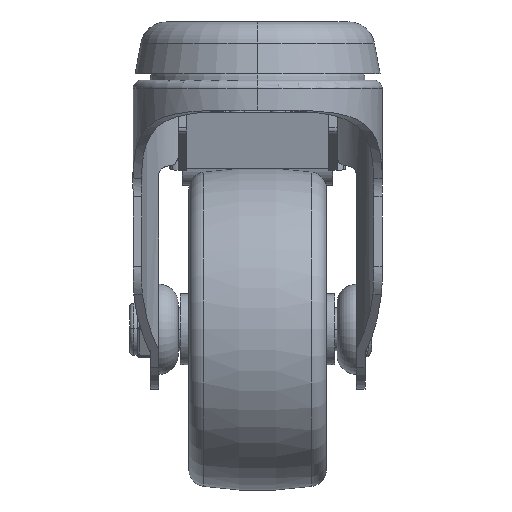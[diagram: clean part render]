
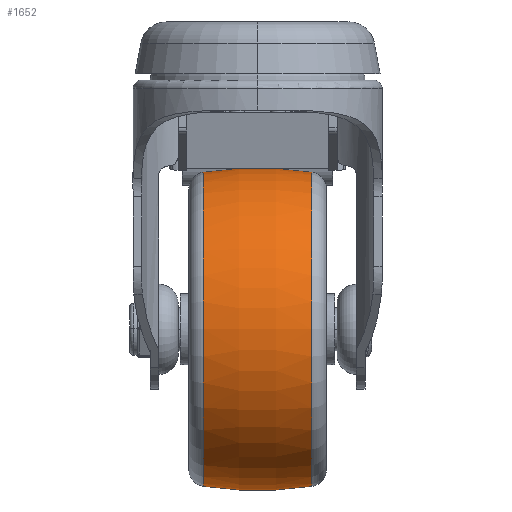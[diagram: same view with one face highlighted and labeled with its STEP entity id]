
A CAD part, left-side view. The second image highlights one B-rep face of the part: STEP entity #1652.
In plain terms, the highlighted toroidal (fillet/blend) face has major radius 46.083 mm and minor radius 83.583 mm.
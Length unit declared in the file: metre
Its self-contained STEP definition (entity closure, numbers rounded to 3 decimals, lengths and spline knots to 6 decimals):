
#1652=ADVANCED_FACE('',(#2737),#2738,.T.);
#2737=FACE_OUTER_BOUND('',#6729,.T.);
#2738=TOROIDAL_SURFACE('',#6730,-0.046083,0.083583);
#6729=EDGE_LOOP('',(#14125,#14126,#14127,#14128));
#6730=AXIS2_PLACEMENT_3D('',#14129,#14130,#14131);
#14125=ORIENTED_EDGE('',*,*,#17059,.F.);
#14126=ORIENTED_EDGE('',*,*,#17060,.F.);
#14127=ORIENTED_EDGE('',*,*,#17061,.F.);
#14128=ORIENTED_EDGE('',*,*,#17062,.F.);
#14129=CARTESIAN_POINT('',(0.0,0.,0.0));
#14130=DIRECTION('',(0.0,-1.0,0.));
#14131=DIRECTION('',(0.0,0.,-1.0));
#17059=EDGE_CURVE('',#19232,#19233,#19234,.T.);
#17060=EDGE_CURVE('',#19235,#19232,#19236,.T.);
#17061=EDGE_CURVE('',#19237,#19235,#19238,.T.);
#17062=EDGE_CURVE('',#19233,#19237,#19239,.T.);
#19232=VERTEX_POINT('',#23190);
#19233=VERTEX_POINT('',#23191);
#19234=CIRCLE('',#23192,0.083583);
#19235=VERTEX_POINT('',#23193);
#19236=CIRCLE('',#23194,0.036544);
#19237=VERTEX_POINT('',#23195);
#19238=CIRCLE('',#23196,0.083583);
#19239=CIRCLE('',#23197,0.036544);
#23190=CARTESIAN_POINT('',(0.,0.012603,0.036544));
#23191=CARTESIAN_POINT('',(0.,-0.012603,0.036544));
#23192=AXIS2_PLACEMENT_3D('',#28263,#28264,#28265);
#23193=CARTESIAN_POINT('',(0.,0.012603,-0.036544));
#23194=AXIS2_PLACEMENT_3D('',#28266,#28267,#28268);
#23195=CARTESIAN_POINT('',(0.,-0.012603,-0.036544));
#23196=AXIS2_PLACEMENT_3D('',#28269,#28270,#28271);
#23197=AXIS2_PLACEMENT_3D('',#28272,#28273,#28274);
#28263=CARTESIAN_POINT('',(0.,0.,-0.046083));
#28264=DIRECTION('',(1.0,0.,0.));
#28265=DIRECTION('',(0.,0.,1.0));
#28266=CARTESIAN_POINT('',(0.0,0.012603,0.));
#28267=DIRECTION('',(-0.0,1.0,0.));
#28268=DIRECTION('',(0.0,0.,1.0));
#28269=CARTESIAN_POINT('',(0.,0.,0.046083));
#28270=DIRECTION('',(1.0,0.,0.));
#28271=DIRECTION('',(0.,0.,-1.0));
#28272=CARTESIAN_POINT('',(0.0,-0.012603,0.));
#28273=DIRECTION('',(0.0,-1.0,0.0));
#28274=DIRECTION('',(0.0,0.0,-1.0));
